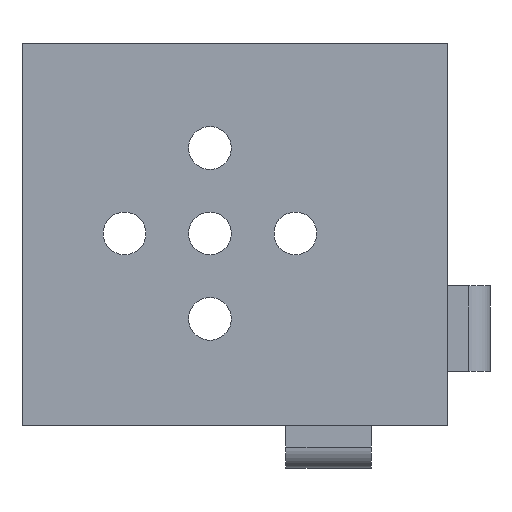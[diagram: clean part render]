
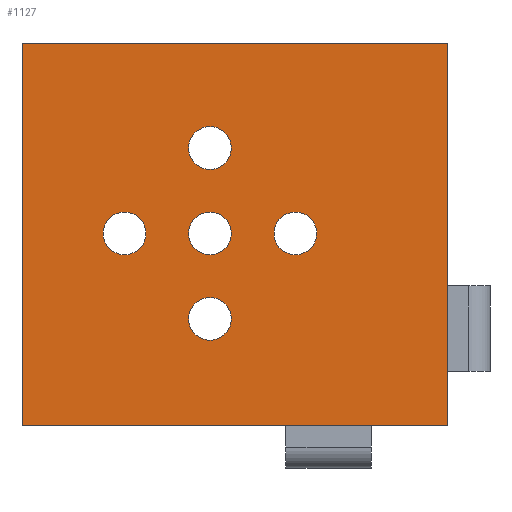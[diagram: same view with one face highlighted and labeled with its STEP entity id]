
A CAD part, front view. The second image highlights one B-rep face of the part: STEP entity #1127.
In plain terms, the highlighted planar face has unit normal (0, -1, 0).
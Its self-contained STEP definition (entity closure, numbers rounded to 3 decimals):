
#25=FACE_BOUND('',#135,.T.);
#26=FACE_BOUND('',#136,.T.);
#27=FACE_BOUND('',#137,.T.);
#28=FACE_BOUND('',#138,.T.);
#29=FACE_BOUND('',#139,.T.);
#72=FACE_OUTER_BOUND('',#134,.T.);
#134=EDGE_LOOP('',(#810,#811,#812,#813));
#135=EDGE_LOOP('',(#814));
#136=EDGE_LOOP('',(#815));
#137=EDGE_LOOP('',(#816));
#138=EDGE_LOOP('',(#817));
#139=EDGE_LOOP('',(#818));
#234=LINE('',#1704,#358);
#235=LINE('',#1706,#359);
#236=LINE('',#1708,#360);
#237=LINE('',#1709,#361);
#358=VECTOR('',#1371,10.);
#359=VECTOR('',#1372,10.);
#360=VECTOR('',#1373,10.);
#361=VECTOR('',#1374,10.);
#455=CIRCLE('',#1211,2.5);
#456=CIRCLE('',#1212,2.5);
#457=CIRCLE('',#1213,2.5);
#458=CIRCLE('',#1214,2.5);
#459=CIRCLE('',#1215,2.5);
#510=VERTEX_POINT('',#1702);
#511=VERTEX_POINT('',#1703);
#512=VERTEX_POINT('',#1705);
#513=VERTEX_POINT('',#1707);
#514=VERTEX_POINT('',#1710);
#515=VERTEX_POINT('',#1712);
#516=VERTEX_POINT('',#1714);
#517=VERTEX_POINT('',#1716);
#518=VERTEX_POINT('',#1718);
#627=EDGE_CURVE('',#510,#511,#234,.T.);
#628=EDGE_CURVE('',#511,#512,#235,.T.);
#629=EDGE_CURVE('',#512,#513,#236,.T.);
#630=EDGE_CURVE('',#513,#510,#237,.T.);
#631=EDGE_CURVE('',#514,#514,#455,.T.);
#632=EDGE_CURVE('',#515,#515,#456,.T.);
#633=EDGE_CURVE('',#516,#516,#457,.T.);
#634=EDGE_CURVE('',#517,#517,#458,.T.);
#635=EDGE_CURVE('',#518,#518,#459,.T.);
#810=ORIENTED_EDGE('',*,*,#627,.T.);
#811=ORIENTED_EDGE('',*,*,#628,.T.);
#812=ORIENTED_EDGE('',*,*,#629,.T.);
#813=ORIENTED_EDGE('',*,*,#630,.T.);
#814=ORIENTED_EDGE('',*,*,#631,.T.);
#815=ORIENTED_EDGE('',*,*,#632,.T.);
#816=ORIENTED_EDGE('',*,*,#633,.T.);
#817=ORIENTED_EDGE('',*,*,#634,.T.);
#818=ORIENTED_EDGE('',*,*,#635,.T.);
#1079=PLANE('',#1210);
#1127=ADVANCED_FACE('',(#72,#25,#26,#27,#28,#29),#1079,.F.);
#1210=AXIS2_PLACEMENT_3D('',#1701,#1369,#1370);
#1211=AXIS2_PLACEMENT_3D('',#1711,#1375,#1376);
#1212=AXIS2_PLACEMENT_3D('',#1713,#1377,#1378);
#1213=AXIS2_PLACEMENT_3D('',#1715,#1379,#1380);
#1214=AXIS2_PLACEMENT_3D('',#1717,#1381,#1382);
#1215=AXIS2_PLACEMENT_3D('',#1719,#1383,#1384);
#1369=DIRECTION('center_axis',(0.,1.,0.));
#1370=DIRECTION('ref_axis',(0.,0.,-1.));
#1371=DIRECTION('',(0.,0.,-1.));
#1372=DIRECTION('',(1.,0.,0.));
#1373=DIRECTION('',(0.,0.,1.));
#1374=DIRECTION('',(-1.,0.,0.));
#1375=DIRECTION('center_axis',(0.,1.,0.));
#1376=DIRECTION('ref_axis',(0.,0.,1.));
#1377=DIRECTION('center_axis',(0.,1.,0.));
#1378=DIRECTION('ref_axis',(0.,0.,1.));
#1379=DIRECTION('center_axis',(0.,1.,0.));
#1380=DIRECTION('ref_axis',(0.,0.,1.));
#1381=DIRECTION('center_axis',(0.,1.,0.));
#1382=DIRECTION('ref_axis',(0.,0.,1.));
#1383=DIRECTION('center_axis',(0.,1.,0.));
#1384=DIRECTION('ref_axis',(0.,0.,1.));
#1701=CARTESIAN_POINT('Origin',(-17.59,89.886,-408.59));
#1702=CARTESIAN_POINT('',(-21.59,89.886,-411.369));
#1703=CARTESIAN_POINT('',(-21.59,89.886,-456.09));
#1704=CARTESIAN_POINT('',(-21.59,89.886,-456.09));
#1705=CARTESIAN_POINT('',(28.195,89.886,-456.09));
#1706=CARTESIAN_POINT('',(5.302,89.886,-456.09));
#1707=CARTESIAN_POINT('',(28.195,89.886,-411.369));
#1708=CARTESIAN_POINT('',(28.195,89.886,-409.98));
#1709=CARTESIAN_POINT('',(-17.59,89.886,-411.369));
#1710=CARTESIAN_POINT('',(0.41,89.886,-426.09));
#1711=CARTESIAN_POINT('Origin',(0.41,89.886,-423.59));
#1712=CARTESIAN_POINT('',(0.41,89.886,-436.09));
#1713=CARTESIAN_POINT('Origin',(0.41,89.886,-433.59));
#1714=CARTESIAN_POINT('',(0.41,89.886,-446.09));
#1715=CARTESIAN_POINT('Origin',(0.41,89.886,-443.59));
#1716=CARTESIAN_POINT('',(10.41,89.886,-436.09));
#1717=CARTESIAN_POINT('Origin',(10.41,89.886,-433.59));
#1718=CARTESIAN_POINT('',(-9.59,89.886,-436.09));
#1719=CARTESIAN_POINT('Origin',(-9.59,89.886,-433.59));
